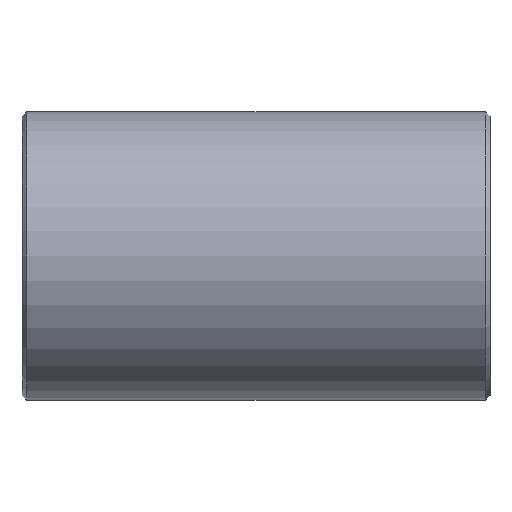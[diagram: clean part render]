
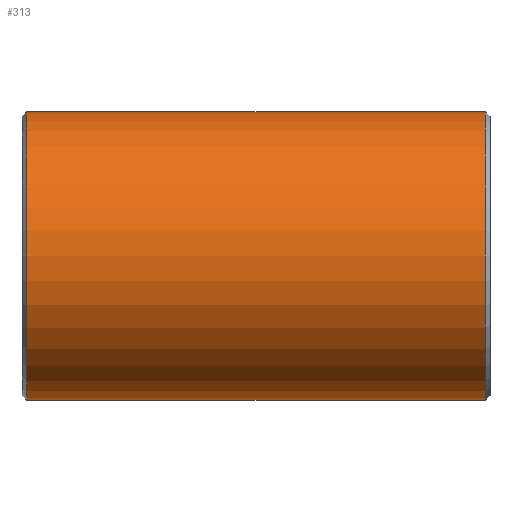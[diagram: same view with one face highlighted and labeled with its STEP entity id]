
A CAD part, front view. The second image highlights one B-rep face of the part: STEP entity #313.
In plain terms, the highlighted cylindrical face has radius 109.537 mm (diameter 219.075 mm), a partial arc.
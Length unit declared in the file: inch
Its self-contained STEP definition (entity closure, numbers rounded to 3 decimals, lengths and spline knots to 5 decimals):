
#5 = CARTESIAN_POINT ( 'NONE',  ( 6.86467, 0., 4.3125 ) ) ;
#25 = DIRECTION ( 'NONE',  ( 0., 0., 1. ) ) ;
#30 = CARTESIAN_POINT ( 'NONE',  ( -6.86467, 0., 0. ) ) ;
#77 = CARTESIAN_POINT ( 'NONE',  ( 6.86467, 0., 0. ) ) ;
#106 = VERTEX_POINT ( 'NONE', #5 ) ;
#118 = VERTEX_POINT ( 'NONE', #800 ) ;
#184 = AXIS2_PLACEMENT_3D ( 'NONE', #683, #619, #25 ) ;
#185 = ORIENTED_EDGE ( 'NONE', *, *, #195, .T. ) ;
#195 = EDGE_CURVE ( 'NONE', #118, #446, #693, .T. ) ;
#233 = AXIS2_PLACEMENT_3D ( 'NONE', #77, #846, #251 ) ;
#234 = CARTESIAN_POINT ( 'NONE',  ( 7., 0., 4.3125 ) ) ;
#251 = DIRECTION ( 'NONE',  ( 0., 0., -1. ) ) ;
#292 = CARTESIAN_POINT ( 'NONE',  ( 7., 0., -4.3125 ) ) ;
#309 = VERTEX_POINT ( 'NONE', #421 ) ;
#313 = ADVANCED_FACE ( 'NONE', ( #484 ), #744, .T. ) ;
#392 = EDGE_LOOP ( 'NONE', ( #679, #700, #737, #185 ) ) ;
#421 = CARTESIAN_POINT ( 'NONE',  ( 6.86467, 0., -4.3125 ) ) ;
#443 = VECTOR ( 'NONE', #575, 39.37008 ) ;
#446 = VERTEX_POINT ( 'NONE', #706 ) ;
#466 = EDGE_CURVE ( 'NONE', #106, #118, #571, .T. ) ;
#484 = FACE_OUTER_BOUND ( 'NONE', #392, .T. ) ;
#551 = AXIS2_PLACEMENT_3D ( 'NONE', #30, #616, #740 ) ;
#571 = LINE ( 'NONE', #234, #443 ) ;
#575 = DIRECTION ( 'NONE',  ( -1., 0., 0. ) ) ;
#604 = DIRECTION ( 'NONE',  ( -1., 0., 0. ) ) ;
#612 = CIRCLE ( 'NONE', #233, 4.3125 ) ;
#616 = DIRECTION ( 'NONE',  ( 1., 0., 0. ) ) ;
#619 = DIRECTION ( 'NONE',  ( -1., 0., 0. ) ) ;
#620 = EDGE_CURVE ( 'NONE', #309, #106, #612, .T. ) ;
#623 = LINE ( 'NONE', #292, #829 ) ;
#656 = EDGE_CURVE ( 'NONE', #309, #446, #623, .T. ) ;
#679 = ORIENTED_EDGE ( 'NONE', *, *, #656, .F. ) ;
#683 = CARTESIAN_POINT ( 'NONE',  ( 7., 0., 0. ) ) ;
#693 = CIRCLE ( 'NONE', #551, 4.3125 ) ;
#700 = ORIENTED_EDGE ( 'NONE', *, *, #620, .T. ) ;
#706 = CARTESIAN_POINT ( 'NONE',  ( -6.86467, 0., -4.3125 ) ) ;
#737 = ORIENTED_EDGE ( 'NONE', *, *, #466, .T. ) ;
#740 = DIRECTION ( 'NONE',  ( 0., 0., 1. ) ) ;
#744 = CYLINDRICAL_SURFACE ( 'NONE', #184, 4.3125 ) ;
#800 = CARTESIAN_POINT ( 'NONE',  ( -6.86467, 0., 4.3125 ) ) ;
#829 = VECTOR ( 'NONE', #604, 39.37008 ) ;
#846 = DIRECTION ( 'NONE',  ( -1., 0., 0. ) ) ;
